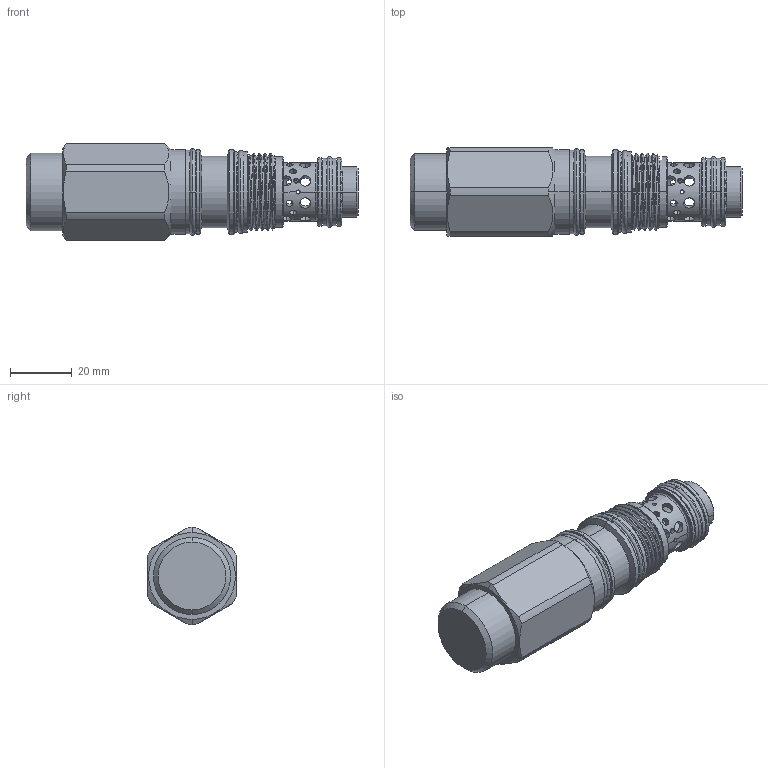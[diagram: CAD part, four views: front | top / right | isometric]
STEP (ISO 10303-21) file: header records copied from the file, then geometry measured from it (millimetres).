
FILE_DESCRIPTION (( 'STEP AP203' ), '1' );
FILE_NAME ('MB2A3A-N.STEP', '2020-10-05T01:40:56', ( '' ), ( '' ), 'SwSTEP 2.0', 'SolidWorks 2018', '' );
FILE_SCHEMA (( 'CONFIG_CONTROL_DESIGN' ));
Length unit declared in the file: millimetre
Products named in the file (1): MB2A3A-N
Bounding box: 107.7 x 28.57 x 31.6 mm (x, y, z)
Volume: 43118.2 mm3; surface area: 17962.4 mm2
Topology: 8 solids, 8 shells, 276 faces, 676 edges, 415 vertices
Faces by surface type: cylinder 148, cone 50, torus 41, plane 35, bspline 2
Entity records: 11212 total; most frequent: CARTESIAN_POINT 4744, ORIENTED_EDGE 1352, DIRECTION 1287, EDGE_CURVE 676, AXIS2_PLACEMENT_3D 538, VERTEX_POINT 415, EDGE_LOOP 353, ADVANCED_FACE 276
